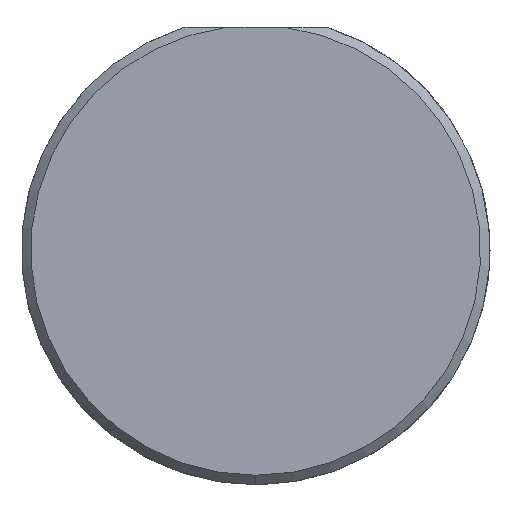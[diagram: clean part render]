
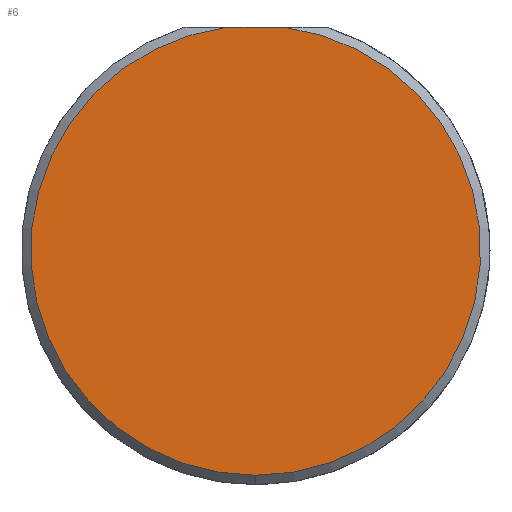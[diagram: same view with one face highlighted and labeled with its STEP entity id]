
A CAD part, left-side view. The second image highlights one B-rep face of the part: STEP entity #6.
In plain terms, the highlighted planar face has unit normal (-1, 0, 0).
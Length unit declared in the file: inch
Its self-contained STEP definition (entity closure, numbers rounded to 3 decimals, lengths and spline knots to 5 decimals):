
#3 = ORIENTED_EDGE ( 'NONE', *, *, #646, .T. ) ;
#4 = DIRECTION ( 'NONE',  ( 0., 0., -1. ) ) ;
#6 = ADVANCED_FACE ( 'NONE', ( #214 ), #466, .F. ) ;
#14 = ORIENTED_EDGE ( 'NONE', *, *, #464, .T. ) ;
#30 = CARTESIAN_POINT ( 'NONE',  ( 0., 0., 0. ) ) ;
#109 = DIRECTION ( 'NONE',  ( 0., 1., 0. ) ) ;
#118 = CARTESIAN_POINT ( 'NONE',  ( 0., 0.24985, 0.23785 ) ) ;
#150 = CARTESIAN_POINT ( 'NONE',  ( 0., 0., 0. ) ) ;
#197 = AXIS2_PLACEMENT_3D ( 'NONE', #30, #248, #527 ) ;
#214 = FACE_OUTER_BOUND ( 'NONE', #486, .T. ) ;
#248 = DIRECTION ( 'NONE',  ( -1., 0., 0. ) ) ;
#277 = ORIENTED_EDGE ( 'NONE', *, *, #572, .T. ) ;
#292 = AXIS2_PLACEMENT_3D ( 'NONE', #655, #600, #4 ) ;
#303 = DIRECTION ( 'NONE',  ( 0., 0., -1. ) ) ;
#318 = VERTEX_POINT ( 'NONE', #669 ) ;
#413 = AXIS2_PLACEMENT_3D ( 'NONE', #150, #687, #303 ) ;
#414 = CARTESIAN_POINT ( 'NONE',  ( 0., 0., -0.23985 ) ) ;
#460 = CIRCLE ( 'NONE', #197, 0.23985 ) ;
#464 = EDGE_CURVE ( 'NONE', #510, #318, #460, .T. ) ;
#466 = PLANE ( 'NONE',  #413 ) ;
#486 = EDGE_LOOP ( 'NONE', ( #277, #3, #14 ) ) ;
#508 = CIRCLE ( 'NONE', #292, 0.23985 ) ;
#510 = VERTEX_POINT ( 'NONE', #414 ) ;
#527 = DIRECTION ( 'NONE',  ( 0., 0., -1. ) ) ;
#553 = VERTEX_POINT ( 'NONE', #596 ) ;
#572 = EDGE_CURVE ( 'NONE', #318, #553, #649, .T. ) ;
#596 = CARTESIAN_POINT ( 'NONE',  ( 0., 0.03091, 0.23785 ) ) ;
#600 = DIRECTION ( 'NONE',  ( -1., 0., 0. ) ) ;
#631 = VECTOR ( 'NONE', #109, 39.37008 ) ;
#646 = EDGE_CURVE ( 'NONE', #553, #510, #508, .T. ) ;
#649 = LINE ( 'NONE', #118, #631 ) ;
#655 = CARTESIAN_POINT ( 'NONE',  ( 0., 0., 0. ) ) ;
#669 = CARTESIAN_POINT ( 'NONE',  ( 0., -0.03091, 0.23785 ) ) ;
#687 = DIRECTION ( 'NONE',  ( 1., 0., 0. ) ) ;
